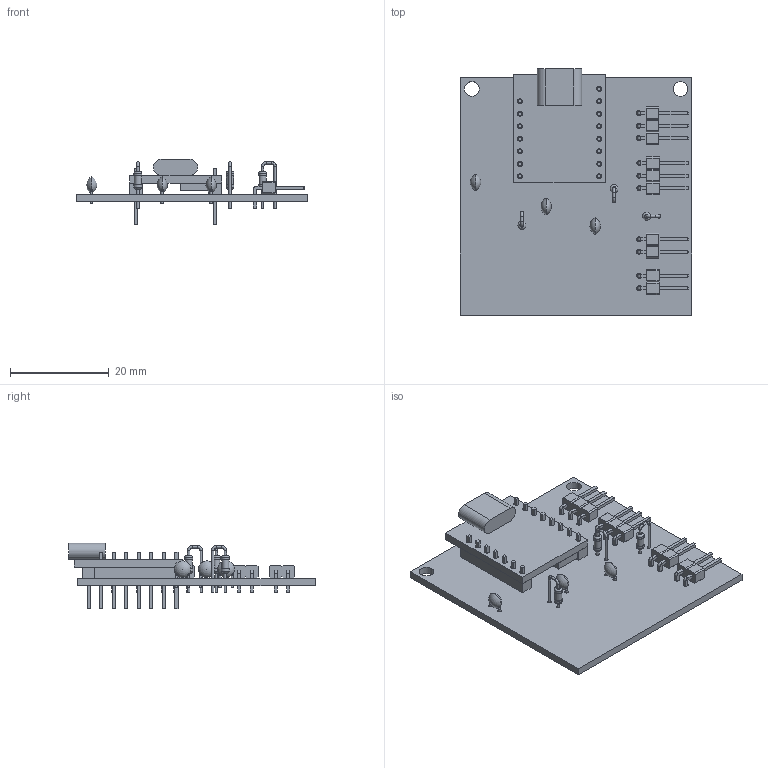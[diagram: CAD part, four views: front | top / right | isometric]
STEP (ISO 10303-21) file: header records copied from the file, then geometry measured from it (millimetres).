
FILE_DESCRIPTION(('KiCad electronic assembly'),'2;1');
FILE_NAME('Temperature Reporter.step','2025-12-21T19:41:37',('Pcbnew'),( 'Kicad'),'Open CASCADE STEP processor 7.9','KiCad to STEP converter' ,'Unknown');
FILE_SCHEMA(('AUTOMOTIVE_DESIGN { 1 0 10303 214 1 1 1 1 }'));
Length unit declared in the file: millimetre
Products named in the file (12): Temperature Reporter 1; R_Axial_DIN0204_L3.6mm_D1.6mm_P2.54mm_Vertical; PinHeader_1x03_P2.54mm_Horizontal; PinHeader_1x02_P2.54mm_Horizontal; C_Disc_D3.4mm_W2.1mm_P2.50mm; esp32-c3-.42oled v5; pins; PCB; USB-C; ANT; SOLID; Temperature Reporter_PCB
Assembly tree (17 placements, depth 4):
  Temperature Reporter 1
    R_Axial_DIN0204_L3.6mm_D1.6mm_P2.54mm_Vertical  x3
    PinHeader_1x03_P2.54mm_Horizontal  x2
    PinHeader_1x02_P2.54mm_Horizontal  x2
    C_Disc_D3.4mm_W2.1mm_P2.50mm  x3
    esp32-c3-.42oled v5
      pins
      PCB
        USB-C
        ANT
        SOLID
    Temperature Reporter_PCB
Bounding box: 47 x 49.98 x 13.25 mm (x, y, z)
Volume: 4767.1 mm3; surface area: 7963.3 mm2
Topology: 31 solids, 31 shells, 620 faces, 1483 edges, 951 vertices
Faces by surface type: plane 484, cylinder 106, torus 12, revolution 12, sphere 6
Full cylindrical faces by diameter (mm): 0.5 x18, 0.7 x6, 0.8 x6, 1 x41, 1.44 x3, 1.6 x6, 3 x2
Entity records: 14389 total; most frequent: CARTESIAN_POINT 2662, DIRECTION 2023, ORIENTED_EDGE 2012, EDGE_CURVE 1006, LINE 831, VECTOR 831, VERTEX_POINT 655, AXIS2_PLACEMENT_3D 594
